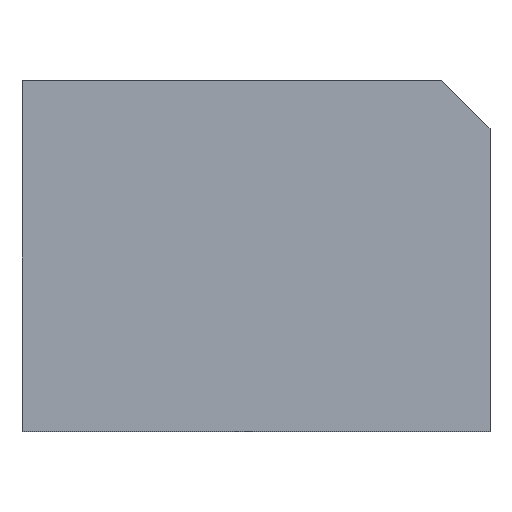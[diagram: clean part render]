
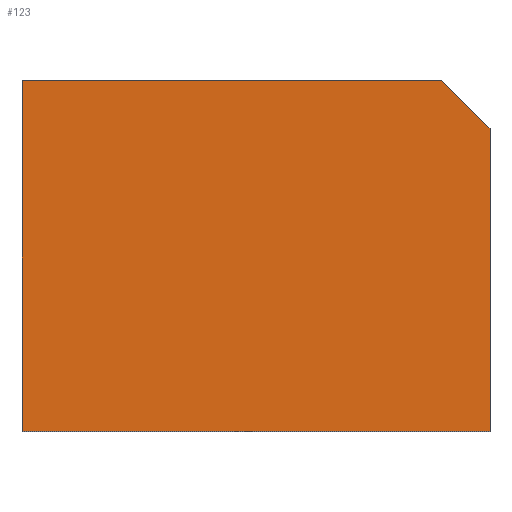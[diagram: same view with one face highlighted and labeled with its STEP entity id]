
A CAD part, top view. The second image highlights one B-rep face of the part: STEP entity #123.
In plain terms, the highlighted free-form (B-spline) face has degree [1, 1] with [2, 2] control points.
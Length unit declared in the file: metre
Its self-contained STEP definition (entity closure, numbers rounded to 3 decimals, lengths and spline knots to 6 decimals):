
#32=ORIENTED_EDGE('',*,*,#44,.F.);
#33=ORIENTED_EDGE('',*,*,#48,.T.);
#34=ORIENTED_EDGE('',*,*,#51,.F.);
#35=ORIENTED_EDGE('',*,*,#54,.F.);
#36=ORIENTED_EDGE('',*,*,#56,.F.);
#44=EDGE_CURVE('',#59,#60,#69,.T.);
#48=EDGE_CURVE('',#59,#62,#73,.T.);
#51=EDGE_CURVE('',#64,#62,#76,.T.);
#54=EDGE_CURVE('',#66,#64,#79,.T.);
#56=EDGE_CURVE('',#60,#66,#81,.T.);
#59=VERTEX_POINT('',#166);
#60=VERTEX_POINT('',#168);
#62=VERTEX_POINT('',#177);
#64=VERTEX_POINT('',#186);
#66=VERTEX_POINT('',#195);
#69=LINE('',#167,#84);
#73=LINE('',#178,#88);
#76=LINE('',#187,#91);
#79=LINE('',#196,#94);
#81=LINE('',#202,#96);
#84=VECTOR('',#144,1.);
#88=VECTOR('',#148,1.);
#91=VECTOR('',#151,1.);
#94=VECTOR('',#154,1.);
#96=VECTOR('',#156,1.);
#102=EDGE_LOOP('',(#32,#33,#34,#35,#36));
#109=FACE_BOUND('',#102,.T.);
#116=B_SPLINE_SURFACE_WITH_KNOTS('',1,1,((#203,#204),(#205,#206)),
 .PLANE_SURF.,.F.,.F.,.F.,(2,2),(2,2),(0.,1.),(0.,1.),.UNSPECIFIED.);
#123=ADVANCED_FACE('',(#109),#116,.T.);
#144=DIRECTION('',(0.707,-0.707,0.));
#148=DIRECTION('',(-1.,0.,0.));
#151=DIRECTION('',(0.,1.,0.));
#154=DIRECTION('',(-1.,0.,0.));
#156=DIRECTION('',(0.,-1.,0.));
#166=CARTESIAN_POINT('',(0.195858,0.165,0.005));
#167=CARTESIAN_POINT('',(0.218536,0.142322,0.005));
#168=CARTESIAN_POINT('',(0.241213,0.119645,0.005));
#177=CARTESIAN_POINT('',(-0.198787,0.165,0.005));
#178=CARTESIAN_POINT('',(-0.001464,0.165,0.005));
#186=CARTESIAN_POINT('',(-0.198787,-0.165,0.005));
#187=CARTESIAN_POINT('',(-0.198787,0.,0.005));
#195=CARTESIAN_POINT('',(0.241213,-0.165,0.005));
#196=CARTESIAN_POINT('',(-0.001464,-0.165,0.005));
#202=CARTESIAN_POINT('',(0.241213,-0.137322,0.005));
#203=CARTESIAN_POINT('',(-0.220787,-0.1815,0.005));
#204=CARTESIAN_POINT('',(-0.220787,0.1815,0.005));
#205=CARTESIAN_POINT('',(0.263213,-0.1815,0.005));
#206=CARTESIAN_POINT('',(0.263213,0.1815,0.005));
